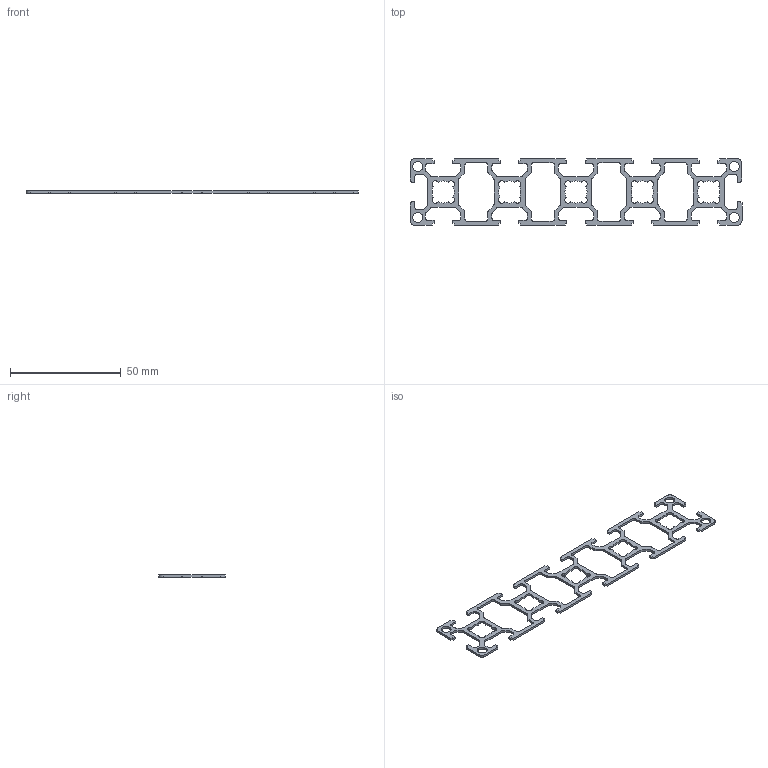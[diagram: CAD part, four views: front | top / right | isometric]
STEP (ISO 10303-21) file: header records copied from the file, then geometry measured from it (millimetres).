
FILE_DESCRIPTION(/* description */ ('Profilo 30x150 base'),/* implementation_level */ '2;1');
FILE_NAME(/* name */ 'PG30150.stp',/* time_stamp */ '2021-02-19T16:00:11+01:00',/* author */ ('omnitec'),/* organization */ (''),/* preprocessor_version */ 'ST-DEVELOPER v18.1',/* originating_system */ 'Autodesk Inventor 2021',/* authorisation */ '');
FILE_SCHEMA (('AUTOMOTIVE_DESIGN { 1 0 10303 214 3 1 1 }'));
Length unit declared in the file: millimetre
Products named in the file (1): PG30150---1,0
Bounding box: 150 x 30 x 1 mm (x, y, z)
Volume: 1275.3 mm3; surface area: 3801.4 mm2
Topology: 1 solids, 1 shells, 390 faces, 1164 edges, 776 vertices
Faces by surface type: plane 222, cylinder 168
Full cylindrical faces by diameter (mm): 4.5 x4
Entity records: 13257 total; most frequent: CARTESIAN_POINT 2331, ORIENTED_EDGE 2328, DIRECTION 2282, EDGE_CURVE 1164, LINE 828, VECTOR 828, VERTEX_POINT 776, AXIS2_PLACEMENT_3D 727
